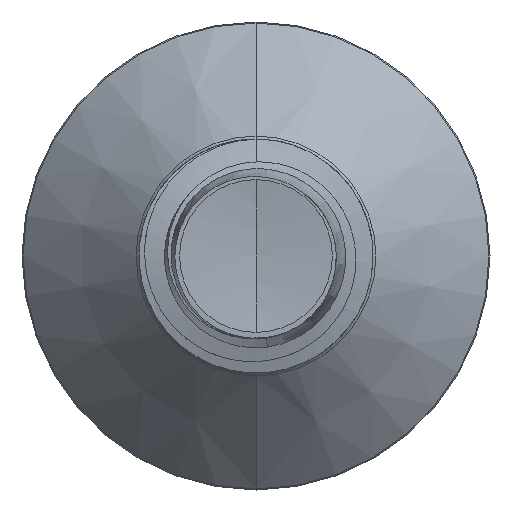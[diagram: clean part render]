
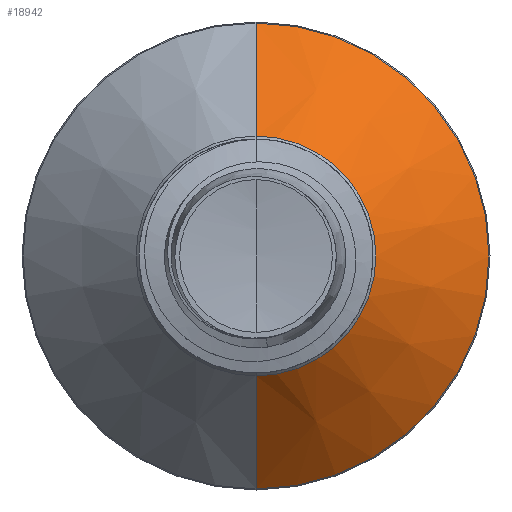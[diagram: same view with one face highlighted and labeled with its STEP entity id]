
A CAD part, front view. The second image highlights one B-rep face of the part: STEP entity #18942.
In plain terms, the highlighted conical face has half-angle 45 degrees and reference radius 2.563 mm.
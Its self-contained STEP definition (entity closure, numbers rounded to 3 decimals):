
#148 = CONICAL_SURFACE ( 'NONE', #22241, 2.563, 0.785 ) ;
#196 = ORIENTED_EDGE ( 'NONE', *, *, #19594, .F. ) ;
#766 = CARTESIAN_POINT ( 'NONE',  ( 0., 11.728, 4.978 ) ) ;
#780 = ORIENTED_EDGE ( 'NONE', *, *, #1269, .F. ) ;
#926 = DIRECTION ( 'NONE',  ( 0., 0., 1. ) ) ;
#1224 = DIRECTION ( 'NONE',  ( 0., 0.707, 0.707 ) ) ;
#1269 = EDGE_CURVE ( 'NONE', #12860, #17545, #2297, .T. ) ;
#2297 = LINE ( 'NONE', #20443, #8012 ) ;
#2368 = LINE ( 'NONE', #2809, #2441 ) ;
#2441 = VECTOR ( 'NONE', #17676, 1000. ) ;
#2759 = DIRECTION ( 'NONE',  ( 0., 1., 0. ) ) ;
#2809 = CARTESIAN_POINT ( 'NONE',  ( 0., 9.313, -2.563 ) ) ;
#2827 = EDGE_CURVE ( 'NONE', #8601, #10326, #2368, .T. ) ;
#4644 = ORIENTED_EDGE ( 'NONE', *, *, #17777, .T. ) ;
#4899 = CIRCLE ( 'NONE', #11586, 2.563 ) ;
#6564 = DIRECTION ( 'NONE',  ( 0., 0., 1. ) ) ;
#8012 = VECTOR ( 'NONE', #1224, 1000. ) ;
#8601 = VERTEX_POINT ( 'NONE', #19390 ) ;
#9199 = CARTESIAN_POINT ( 'NONE',  ( 0., 11.728, 0. ) ) ;
#10326 = VERTEX_POINT ( 'NONE', #10609 ) ;
#10609 = CARTESIAN_POINT ( 'NONE',  ( 0., 11.728, -4.978 ) ) ;
#10762 = FACE_OUTER_BOUND ( 'NONE', #23484, .T. ) ;
#11043 = DIRECTION ( 'NONE',  ( 0., 0., 1. ) ) ;
#11586 = AXIS2_PLACEMENT_3D ( 'NONE', #23205, #12171, #926 ) ;
#12171 = DIRECTION ( 'NONE',  ( 0., 1., 0. ) ) ;
#12860 = VERTEX_POINT ( 'NONE', #18593 ) ;
#13135 = AXIS2_PLACEMENT_3D ( 'NONE', #9199, #22062, #11043 ) ;
#17545 = VERTEX_POINT ( 'NONE', #766 ) ;
#17623 = CARTESIAN_POINT ( 'NONE',  ( 0., 9.313, 0. ) ) ;
#17676 = DIRECTION ( 'NONE',  ( 0., 0.707, -0.707 ) ) ;
#17777 = EDGE_CURVE ( 'NONE', #12860, #8601, #4899, .T. ) ;
#18593 = CARTESIAN_POINT ( 'NONE',  ( 0., 9.313, 2.563 ) ) ;
#18942 = ADVANCED_FACE ( 'NONE', ( #10762 ), #148, .T. ) ;
#19390 = CARTESIAN_POINT ( 'NONE',  ( 0., 9.313, -2.563 ) ) ;
#19431 = ORIENTED_EDGE ( 'NONE', *, *, #2827, .T. ) ;
#19594 = EDGE_CURVE ( 'NONE', #17545, #10326, #23132, .T. ) ;
#20443 = CARTESIAN_POINT ( 'NONE',  ( 0., 9.313, 2.563 ) ) ;
#22062 = DIRECTION ( 'NONE',  ( 0., 1., 0. ) ) ;
#22241 = AXIS2_PLACEMENT_3D ( 'NONE', #17623, #2759, #6564 ) ;
#23132 = CIRCLE ( 'NONE', #13135, 4.978 ) ;
#23205 = CARTESIAN_POINT ( 'NONE',  ( 0., 9.313, 0. ) ) ;
#23484 = EDGE_LOOP ( 'NONE', ( #4644, #19431, #196, #780 ) ) ;
